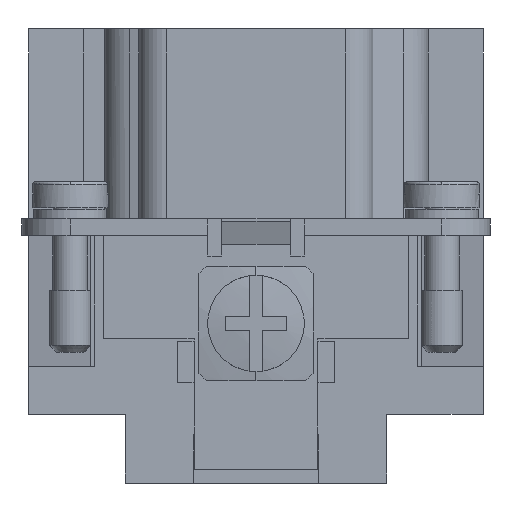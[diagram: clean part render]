
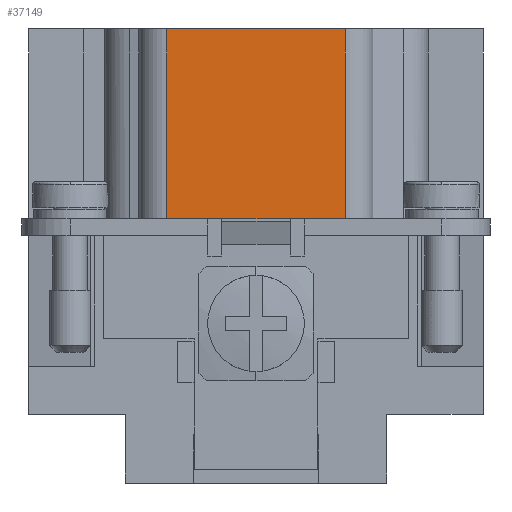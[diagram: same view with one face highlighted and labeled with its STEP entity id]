
A CAD part, left-side view. The second image highlights one B-rep face of the part: STEP entity #37149.
In plain terms, the highlighted planar face has unit normal (-1, 0, 0).
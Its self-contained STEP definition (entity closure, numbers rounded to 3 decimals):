
#34006=CARTESIAN_POINT('',(-41.5,6.5,33.));
#34007=VERTEX_POINT('',#34006);
#34015=CARTESIAN_POINT('',(-41.5,-6.5,33.));
#34016=VERTEX_POINT('',#34015);
#34017=CARTESIAN_POINT('',(-41.5,-6.5,33.));
#34018=DIRECTION('',(0.0,1.0,0.0));
#34019=VECTOR('',#34018,13.0);
#34020=LINE('',#34017,#34019);
#34021=EDGE_CURVE('',#34016,#34007,#34020,.T.);
#36092=CARTESIAN_POINT('',(-41.5,-3.5,19.2));
#36093=VERTEX_POINT('',#36092);
#36100=CARTESIAN_POINT('',(-41.5,3.5,19.2));
#36101=VERTEX_POINT('',#36100);
#36102=CARTESIAN_POINT('',(-41.5,3.5,19.2));
#36103=DIRECTION('',(0.0,-1.0,0.0));
#36104=VECTOR('',#36103,7.0);
#36105=LINE('',#36102,#36104);
#36106=EDGE_CURVE('',#36101,#36093,#36105,.T.);
#37100=CARTESIAN_POINT('',(-41.5,-6.5,19.2));
#37101=VERTEX_POINT('',#37100);
#37102=CARTESIAN_POINT('',(-41.5,-6.5,19.2));
#37103=DIRECTION('',(0.0,0.0,1.0));
#37104=VECTOR('',#37103,13.8);
#37105=LINE('',#37102,#37104);
#37106=EDGE_CURVE('',#37101,#34016,#37105,.T.);
#37119=CARTESIAN_POINT('',(-41.5,-6.5,19.2));
#37120=DIRECTION('',(-1.0,0.0,0.0));
#37121=DIRECTION('',(0.0,0.0,1.0));
#37122=AXIS2_PLACEMENT_3D('',#37119,#37120,#37121);
#37123=PLANE('',#37122);
#37124=ORIENTED_EDGE('',*,*,#34021,.T.);
#37125=CARTESIAN_POINT('',(-41.5,6.5,19.2));
#37126=VERTEX_POINT('',#37125);
#37127=CARTESIAN_POINT('',(-41.5,6.5,19.2));
#37128=DIRECTION('',(0.0,0.0,1.0));
#37129=VECTOR('',#37128,13.8);
#37130=LINE('',#37127,#37129);
#37131=EDGE_CURVE('',#37126,#34007,#37130,.T.);
#37132=ORIENTED_EDGE('',*,*,#37131,.F.);
#37133=CARTESIAN_POINT('',(-41.5,3.5,19.2));
#37134=DIRECTION('',(0.0,1.0,0.0));
#37135=VECTOR('',#37134,3.);
#37136=LINE('',#37133,#37135);
#37137=EDGE_CURVE('',#36101,#37126,#37136,.T.);
#37138=ORIENTED_EDGE('',*,*,#37137,.F.);
#37139=ORIENTED_EDGE('',*,*,#36106,.T.);
#37140=CARTESIAN_POINT('',(-41.5,-6.5,19.2));
#37141=DIRECTION('',(0.0,1.0,0.0));
#37142=VECTOR('',#37141,3.0);
#37143=LINE('',#37140,#37142);
#37144=EDGE_CURVE('',#37101,#36093,#37143,.T.);
#37145=ORIENTED_EDGE('',*,*,#37144,.F.);
#37146=ORIENTED_EDGE('',*,*,#37106,.T.);
#37147=EDGE_LOOP('',(#37124,#37132,#37138,#37139,#37145,#37146));
#37148=FACE_OUTER_BOUND('',#37147,.T.);
#37149=ADVANCED_FACE('',(#37148),#37123,.T.);
